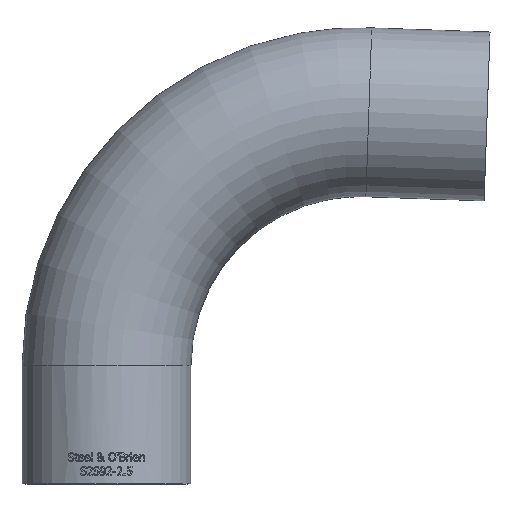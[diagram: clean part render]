
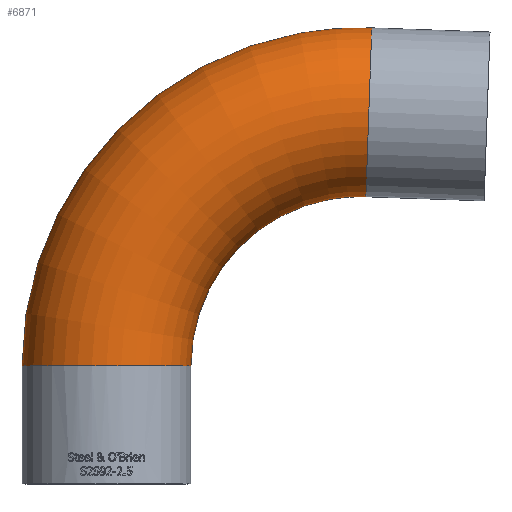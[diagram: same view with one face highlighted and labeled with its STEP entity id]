
A CAD part, top view. The second image highlights one B-rep face of the part: STEP entity #6871.
In plain terms, the highlighted toroidal (fillet/blend) face has major radius 95.25 mm and minor radius 31.75 mm.
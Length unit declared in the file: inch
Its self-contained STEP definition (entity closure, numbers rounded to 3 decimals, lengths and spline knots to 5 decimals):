
#14=TOROIDAL_SURFACE('',#7177,3.75,1.25);
#69=FACE_BOUND('',#1205,.T.);
#786=FACE_OUTER_BOUND('',#1204,.T.);
#1204=EDGE_LOOP('',(#6431));
#1205=EDGE_LOOP('',(#6432));
#1327=CIRCLE('',#7155,1.25);
#1333=CIRCLE('',#7174,1.25);
#3351=VERTEX_POINT('',#15798);
#3357=VERTEX_POINT('',#15823);
#4376=EDGE_CURVE('',#3351,#3351,#1327,.T.);
#4382=EDGE_CURVE('',#3357,#3357,#1333,.T.);
#6431=ORIENTED_EDGE('',*,*,#4382,.T.);
#6432=ORIENTED_EDGE('',*,*,#4376,.F.);
#6871=ADVANCED_FACE('',(#786,#69),#14,.T.);
#7155=AXIS2_PLACEMENT_3D('',#15799,#8193,#8194);
#7174=AXIS2_PLACEMENT_3D('',#15824,#8231,#8232);
#7177=AXIS2_PLACEMENT_3D('',#15827,#8237,#8238);
#8193=DIRECTION('center_axis',(0.,-1.,0.));
#8194=DIRECTION('ref_axis',(1.,0.,0.));
#8231=DIRECTION('center_axis',(-0.999,0.035,0.));
#8232=DIRECTION('ref_axis',(-0.035,-0.999,0.));
#8237=DIRECTION('center_axis',(0.,0.,-1.));
#8238=DIRECTION('ref_axis',(-1.,0.,0.));
#15798=CARTESIAN_POINT('',(-3.75,0.,-1.25));
#15799=CARTESIAN_POINT('Origin',(-3.75,0.,0.));
#15823=CARTESIAN_POINT('',(0.13087,3.74772,-1.25));
#15824=CARTESIAN_POINT('Origin',(0.13087,3.74772,0.));
#15827=CARTESIAN_POINT('Origin',(0.,0.,0.));
